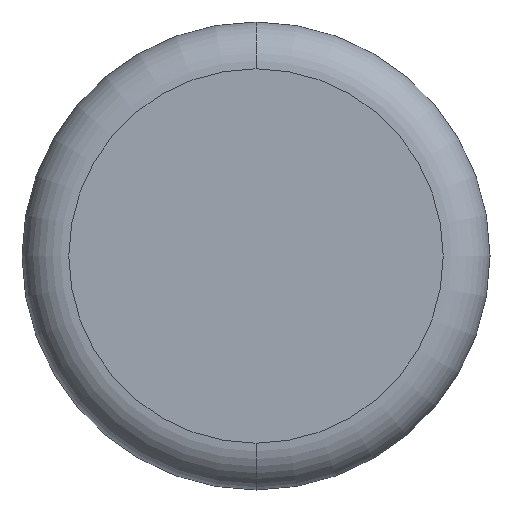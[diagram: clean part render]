
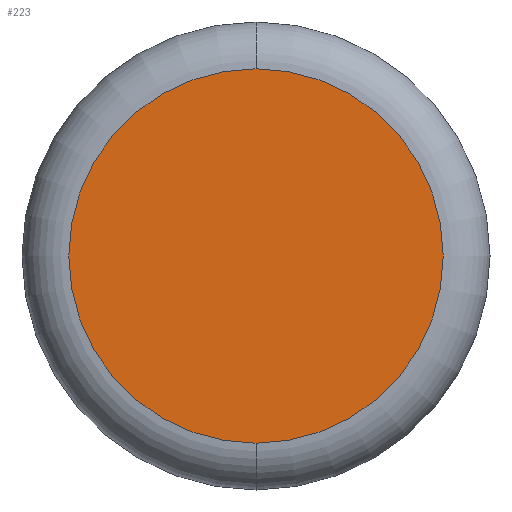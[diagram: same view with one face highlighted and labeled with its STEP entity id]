
A CAD part, front view. The second image highlights one B-rep face of the part: STEP entity #223.
In plain terms, the highlighted planar face has unit normal (0, -1, 0).
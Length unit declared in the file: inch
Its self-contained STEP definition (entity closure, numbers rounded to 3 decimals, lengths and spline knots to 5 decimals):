
#15 = PLANE ( 'NONE',  #185 ) ;
#18 = DIRECTION ( 'NONE',  ( 0., 0., 1. ) ) ;
#22 = DIRECTION ( 'NONE',  ( 0., 1., 0. ) ) ;
#33 = DIRECTION ( 'NONE',  ( 0., -1., 0. ) ) ;
#62 = CIRCLE ( 'NONE', #184, 0.1 ) ;
#66 = DIRECTION ( 'NONE',  ( 0., 0., 1. ) ) ;
#79 = CARTESIAN_POINT ( 'NONE',  ( 0., 0., -0.1 ) ) ;
#82 = CARTESIAN_POINT ( 'NONE',  ( 0., 0., 0. ) ) ;
#84 = DIRECTION ( 'NONE',  ( 0., -1., 0. ) ) ;
#115 = VERTEX_POINT ( 'NONE', #186 ) ;
#123 = EDGE_LOOP ( 'NONE', ( #237, #145 ) ) ;
#124 = AXIS2_PLACEMENT_3D ( 'NONE', #82, #84, #66 ) ;
#142 = CARTESIAN_POINT ( 'NONE',  ( 0., 0., 0. ) ) ;
#145 = ORIENTED_EDGE ( 'NONE', *, *, #164, .T. ) ;
#164 = EDGE_CURVE ( 'NONE', #190, #115, #227, .T. ) ;
#184 = AXIS2_PLACEMENT_3D ( 'NONE', #142, #33, #248 ) ;
#185 = AXIS2_PLACEMENT_3D ( 'NONE', #203, #22, #18 ) ;
#186 = CARTESIAN_POINT ( 'NONE',  ( 0., 0., 0.1 ) ) ;
#190 = VERTEX_POINT ( 'NONE', #79 ) ;
#203 = CARTESIAN_POINT ( 'NONE',  ( 0., 0., 0. ) ) ;
#223 = ADVANCED_FACE ( 'NONE', ( #244 ), #15, .F. ) ;
#227 = CIRCLE ( 'NONE', #124, 0.1 ) ;
#237 = ORIENTED_EDGE ( 'NONE', *, *, #253, .T. ) ;
#244 = FACE_OUTER_BOUND ( 'NONE', #123, .T. ) ;
#248 = DIRECTION ( 'NONE',  ( 0., 0., 1. ) ) ;
#253 = EDGE_CURVE ( 'NONE', #115, #190, #62, .T. ) ;
